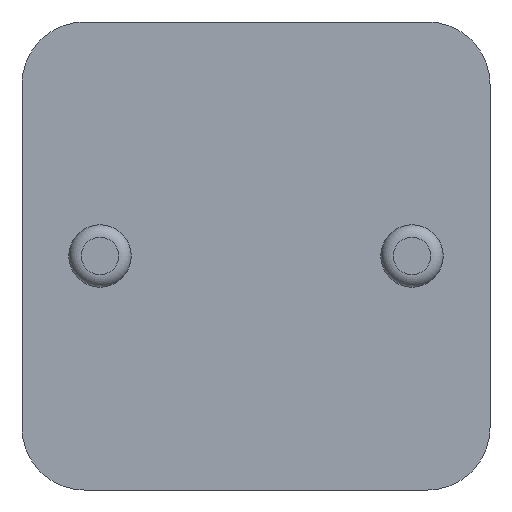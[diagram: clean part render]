
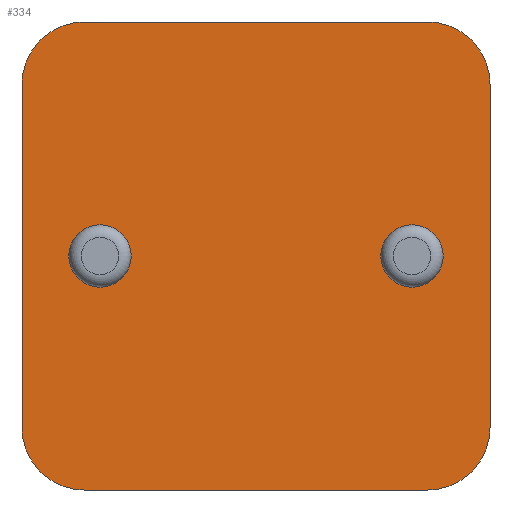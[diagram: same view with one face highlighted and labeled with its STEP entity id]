
A CAD part, front view. The second image highlights one B-rep face of the part: STEP entity #334.
In plain terms, the highlighted planar face has unit normal (0, -1, 0).
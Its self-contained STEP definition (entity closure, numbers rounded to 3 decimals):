
#29=FACE_BOUND('',#109,.T.);
#30=FACE_BOUND('',#110,.T.);
#31=LINE('',#568,#53);
#32=LINE('',#572,#54);
#33=LINE('',#576,#55);
#34=LINE('',#579,#56);
#53=VECTOR('',#446,10.);
#54=VECTOR('',#449,10.);
#55=VECTOR('',#452,10.);
#56=VECTOR('',#455,10.);
#75=PLANE('',#385);
#84=FACE_OUTER_BOUND('',#108,.T.);
#108=EDGE_LOOP('',(#240,#241,#242,#243,#244,#245,#246,#247));
#109=EDGE_LOOP('',(#248));
#110=EDGE_LOOP('',(#249));
#133=CIRCLE('',#381,0.5);
#137=CIRCLE('',#386,1.);
#138=CIRCLE('',#387,1.);
#139=CIRCLE('',#388,1.);
#140=CIRCLE('',#389,1.);
#141=CIRCLE('',#390,0.5);
#159=VERTEX_POINT('',#556);
#162=VERTEX_POINT('',#564);
#163=VERTEX_POINT('',#565);
#164=VERTEX_POINT('',#567);
#165=VERTEX_POINT('',#569);
#166=VERTEX_POINT('',#571);
#167=VERTEX_POINT('',#573);
#168=VERTEX_POINT('',#575);
#169=VERTEX_POINT('',#577);
#170=VERTEX_POINT('',#580);
#187=EDGE_CURVE('',#159,#159,#133,.T.);
#191=EDGE_CURVE('',#162,#163,#137,.T.);
#192=EDGE_CURVE('',#164,#162,#31,.T.);
#193=EDGE_CURVE('',#165,#164,#138,.T.);
#194=EDGE_CURVE('',#166,#165,#32,.T.);
#195=EDGE_CURVE('',#167,#166,#139,.T.);
#196=EDGE_CURVE('',#168,#167,#33,.T.);
#197=EDGE_CURVE('',#169,#168,#140,.T.);
#198=EDGE_CURVE('',#163,#169,#34,.T.);
#199=EDGE_CURVE('',#170,#170,#141,.T.);
#240=ORIENTED_EDGE('',*,*,#191,.F.);
#241=ORIENTED_EDGE('',*,*,#192,.F.);
#242=ORIENTED_EDGE('',*,*,#193,.F.);
#243=ORIENTED_EDGE('',*,*,#194,.F.);
#244=ORIENTED_EDGE('',*,*,#195,.F.);
#245=ORIENTED_EDGE('',*,*,#196,.F.);
#246=ORIENTED_EDGE('',*,*,#197,.F.);
#247=ORIENTED_EDGE('',*,*,#198,.F.);
#248=ORIENTED_EDGE('',*,*,#199,.F.);
#249=ORIENTED_EDGE('',*,*,#187,.F.);
#334=ADVANCED_FACE('',(#84,#29,#30),#75,.T.);
#381=AXIS2_PLACEMENT_3D('',#557,#434,#435);
#385=AXIS2_PLACEMENT_3D('',#563,#442,#443);
#386=AXIS2_PLACEMENT_3D('',#566,#444,#445);
#387=AXIS2_PLACEMENT_3D('',#570,#447,#448);
#388=AXIS2_PLACEMENT_3D('',#574,#450,#451);
#389=AXIS2_PLACEMENT_3D('',#578,#453,#454);
#390=AXIS2_PLACEMENT_3D('',#581,#456,#457);
#434=DIRECTION('center_axis',(0.,-1.,0.));
#435=DIRECTION('ref_axis',(-1.,0.,0.));
#442=DIRECTION('center_axis',(0.,-1.,0.));
#443=DIRECTION('ref_axis',(0.,0.,-1.));
#444=DIRECTION('center_axis',(0.,1.,0.));
#445=DIRECTION('ref_axis',(0.707,0.,-0.707));
#446=DIRECTION('',(0.,0.,-1.));
#447=DIRECTION('center_axis',(0.,1.,0.));
#448=DIRECTION('ref_axis',(0.707,0.,0.707));
#449=DIRECTION('',(1.,0.,0.));
#450=DIRECTION('center_axis',(0.,1.,0.));
#451=DIRECTION('ref_axis',(-0.707,0.,0.707));
#452=DIRECTION('',(0.,0.,1.));
#453=DIRECTION('center_axis',(0.,1.,0.));
#454=DIRECTION('ref_axis',(-0.707,0.,-0.707));
#455=DIRECTION('',(-1.,0.,0.));
#456=DIRECTION('center_axis',(0.,-1.,0.));
#457=DIRECTION('ref_axis',(-1.,0.,0.));
#556=CARTESIAN_POINT('',(-2.,0.,0.));
#557=CARTESIAN_POINT('Origin',(-2.5,0.,0.));
#563=CARTESIAN_POINT('Origin',(0.,0.,3.75));
#564=CARTESIAN_POINT('',(3.75,0.,-2.75));
#565=CARTESIAN_POINT('',(2.75,0.,-3.75));
#566=CARTESIAN_POINT('Origin',(2.75,0.,-2.75));
#567=CARTESIAN_POINT('',(3.75,0.,2.75));
#568=CARTESIAN_POINT('',(3.75,0.,3.75));
#569=CARTESIAN_POINT('',(2.75,0.,3.75));
#570=CARTESIAN_POINT('Origin',(2.75,0.,2.75));
#571=CARTESIAN_POINT('',(-2.75,0.,3.75));
#572=CARTESIAN_POINT('',(0.,0.,3.75));
#573=CARTESIAN_POINT('',(-3.75,0.,2.75));
#574=CARTESIAN_POINT('Origin',(-2.75,0.,2.75));
#575=CARTESIAN_POINT('',(-3.75,0.,-2.75));
#576=CARTESIAN_POINT('',(-3.75,0.,3.75));
#577=CARTESIAN_POINT('',(-2.75,0.,-3.75));
#578=CARTESIAN_POINT('Origin',(-2.75,0.,-2.75));
#579=CARTESIAN_POINT('',(0.,0.,-3.75));
#580=CARTESIAN_POINT('',(3.,0.,0.));
#581=CARTESIAN_POINT('Origin',(2.5,0.,0.));
